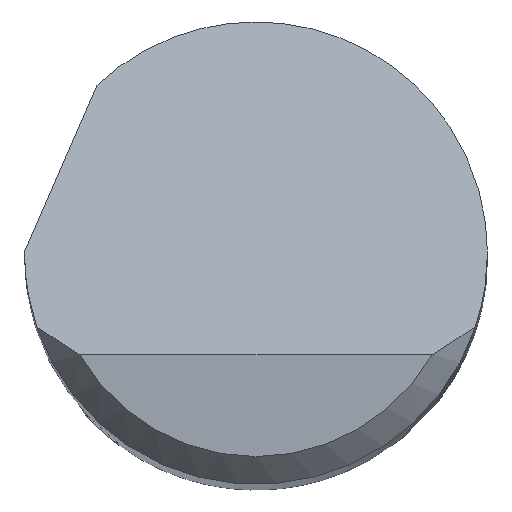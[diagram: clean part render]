
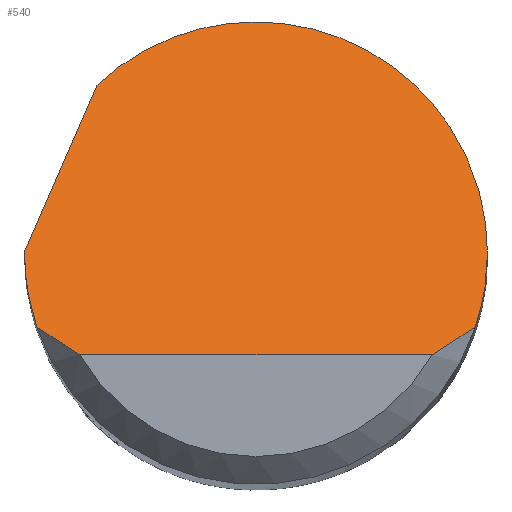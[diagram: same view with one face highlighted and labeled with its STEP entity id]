
A CAD part, top view. The second image highlights one B-rep face of the part: STEP entity #540.
In plain terms, the highlighted planar face has unit normal (0, 0.707, 0.707).
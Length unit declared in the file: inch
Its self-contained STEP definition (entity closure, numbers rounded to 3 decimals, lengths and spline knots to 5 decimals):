
#4 = VERTEX_POINT ( 'NONE', #68 ) ;
#8 = CARTESIAN_POINT ( 'NONE',  ( 0.11843, -0.04, 1.985 ) ) ;
#12 = CARTESIAN_POINT ( 'NONE',  ( 0., -0.055, 2. ) ) ;
#20 = VECTOR ( 'NONE', #351, 39.37008 ) ;
#30 = CARTESIAN_POINT ( 'NONE',  ( -0.125, -0.055, 2. ) ) ;
#40 = CARTESIAN_POINT ( 'NONE',  ( 0.11843, -0.04, 1.985 ) ) ;
#42 = ORIENTED_EDGE ( 'NONE', *, *, #640, .F. ) ;
#44 = CARTESIAN_POINT ( 'NONE',  ( 0.125, 0., 1.945 ) ) ;
#46 = EDGE_CURVE ( 'NONE', #116, #770, #305, .T. ) ;
#51 = EDGE_CURVE ( 'NONE', #770, #594, #154, .T. ) ;
#68 = CARTESIAN_POINT ( 'NONE',  ( -0.125, 0., 1.945 ) ) ;
#83 = EDGE_CURVE ( 'NONE', #644, #391, #687, .T. ) ;
#90 = B_SPLINE_CURVE_WITH_KNOTS ( 'NONE', 3,
 ( #354, #608, #203, #8 ),
 .UNSPECIFIED., .F., .F.,
 ( 4, 4 ),
 ( 0., 0.0008 ),
 .UNSPECIFIED. ) ;
#96 = CARTESIAN_POINT ( 'NONE',  ( -0.125, 0., 1.945 ) ) ;
#102 = ORIENTED_EDGE ( 'NONE', *, *, #256, .F. ) ;
#116 = VERTEX_POINT ( 'NONE', #740 ) ;
#118 = CARTESIAN_POINT ( 'NONE',  ( 0.125, -0.01363, 1.95863 ) ) ;
#119 =( BOUNDED_CURVE ( )  B_SPLINE_CURVE ( 3, ( #139, #142, #404, #672 ),
 .UNSPECIFIED., .F., .F. ) 
 B_SPLINE_CURVE_WITH_KNOTS ( ( 4, 4 ),
 ( 4.71239, 4.72039 ),
 .UNSPECIFIED. ) 
 CURVE ( )  GEOMETRIC_REPRESENTATION_ITEM ( )  RATIONAL_B_SPLINE_CURVE ( ( 1., 1., 1., 1. ) ) 
 REPRESENTATION_ITEM ( '' )  );
#122 = CARTESIAN_POINT ( 'NONE',  ( -0.12279, -0.02708, 1.97208 ) ) ;
#131 = CARTESIAN_POINT ( 'NONE',  ( -0.09526, -0.055, 2. ) ) ;
#139 = CARTESIAN_POINT ( 'NONE',  ( -0.125, 0., 1.945 ) ) ;
#142 = CARTESIAN_POINT ( 'NONE',  ( -0.125, 0.00033, 1.94467 ) ) ;
#147 =( BOUNDED_CURVE ( )  B_SPLINE_CURVE ( 3, ( #515, #122, #382, #96 ),
 .UNSPECIFIED., .F., .T. ) 
 B_SPLINE_CURVE_WITH_KNOTS ( ( 4, 4 ),
 ( 4.38666, 4.71239 ),
 .UNSPECIFIED. ) 
 CURVE ( )  GEOMETRIC_REPRESENTATION_ITEM ( )  RATIONAL_B_SPLINE_CURVE ( ( 1., 0.991, 0.991, 1. ) ) 
 REPRESENTATION_ITEM ( '' )  );
#151 = CARTESIAN_POINT ( 'NONE',  ( -0.11107, -0.04528, 1.99028 ) ) ;
#154 = LINE ( 'NONE', #12, #20 ) ;
#193 = ORIENTED_EDGE ( 'NONE', *, *, #577, .T. ) ;
#203 = CARTESIAN_POINT ( 'NONE',  ( 0.11107, -0.04528, 1.99028 ) ) ;
#221 = CARTESIAN_POINT ( 'NONE',  ( -0.14727, -0.05015, 1.99515 ) ) ;
#230 = EDGE_CURVE ( 'NONE', #834, #395, #419, .T. ) ;
#256 = EDGE_CURVE ( 'NONE', #116, #4, #147, .T. ) ;
#263 = ORIENTED_EDGE ( 'NONE', *, *, #46, .T. ) ;
#269 = CARTESIAN_POINT ( 'NONE',  ( 0.09526, -0.055, 2. ) ) ;
#300 = FACE_OUTER_BOUND ( 'NONE', #513, .T. ) ;
#305 = B_SPLINE_CURVE_WITH_KNOTS ( 'NONE', 3,
 ( #420, #151, #691, #742 ),
 .UNSPECIFIED., .F., .F.,
 ( 4, 4 ),
 ( 0., 0.0008 ),
 .UNSPECIFIED. ) ;
#351 = DIRECTION ( 'NONE',  ( 1., 0., 0. ) ) ;
#354 = CARTESIAN_POINT ( 'NONE',  ( 0.09526, -0.055, 2. ) ) ;
#362 = ORIENTED_EDGE ( 'NONE', *, *, #51, .T. ) ;
#382 = CARTESIAN_POINT ( 'NONE',  ( -0.125, -0.01363, 1.95863 ) ) ;
#391 = VERTEX_POINT ( 'NONE', #536 ) ;
#395 = VERTEX_POINT ( 'NONE', #805 ) ;
#400 = CARTESIAN_POINT ( 'NONE',  ( 0.00727, 0.1789, 1.7661 ) ) ;
#404 = CARTESIAN_POINT ( 'NONE',  ( -0.125, 0.00067, 1.94433 ) ) ;
#419 =( BOUNDED_CURVE ( )  B_SPLINE_CURVE ( 3, ( #836, #118, #447, #40 ),
 .UNSPECIFIED., .F., .F. ) 
 B_SPLINE_CURVE_WITH_KNOTS ( ( 4, 4 ),
 ( 1.5708, 1.89653 ),
 .UNSPECIFIED. ) 
 CURVE ( )  GEOMETRIC_REPRESENTATION_ITEM ( )  RATIONAL_B_SPLINE_CURVE ( ( 1., 0.991, 0.991, 1. ) ) 
 REPRESENTATION_ITEM ( '' )  );
#420 = CARTESIAN_POINT ( 'NONE',  ( -0.11843, -0.04, 1.985 ) ) ;
#447 = CARTESIAN_POINT ( 'NONE',  ( 0.12279, -0.02708, 1.97208 ) ) ;
#453 = ORIENTED_EDGE ( 'NONE', *, *, #83, .F. ) ;
#473 = CARTESIAN_POINT ( 'NONE',  ( 0.125, 0., 1.945 ) ) ;
#513 = EDGE_LOOP ( 'NONE', ( #362, #193, #631, #42, #453, #845, #102, #263 ) ) ;
#515 = CARTESIAN_POINT ( 'NONE',  ( -0.11843, -0.04, 1.985 ) ) ;
#535 =( BOUNDED_CURVE ( )  B_SPLINE_CURVE ( 3, ( #801, #400, #562, #473 ),
 .UNSPECIFIED., .F., .F. ) 
 B_SPLINE_CURVE_WITH_KNOTS ( ( 4, 4 ),
 ( 5.52582, 7.85398 ),
 .UNSPECIFIED. ) 
 CURVE ( )  GEOMETRIC_REPRESENTATION_ITEM ( )  RATIONAL_B_SPLINE_CURVE ( ( 1., 0.597, 0.597, 1. ) ) 
 REPRESENTATION_ITEM ( '' )  );
#536 = CARTESIAN_POINT ( 'NONE',  ( -0.08588, 0.09083, 1.85417 ) ) ;
#540 = ADVANCED_FACE ( 'NONE', ( #300 ), #703, .F. ) ;
#544 = DIRECTION ( 'NONE',  ( 0.294, 0.676, -0.676 ) ) ;
#556 = AXIS2_PLACEMENT_3D ( 'NONE', #30, #760, #636 ) ;
#562 = CARTESIAN_POINT ( 'NONE',  ( 0.125, 0.12819, 1.81681 ) ) ;
#577 = EDGE_CURVE ( 'NONE', #594, #395, #90, .T. ) ;
#594 = VERTEX_POINT ( 'NONE', #269 ) ;
#608 = CARTESIAN_POINT ( 'NONE',  ( 0.10339, -0.05031, 1.99531 ) ) ;
#631 = ORIENTED_EDGE ( 'NONE', *, *, #230, .F. ) ;
#636 = DIRECTION ( 'NONE',  ( 0., 0.707, -0.707 ) ) ;
#640 = EDGE_CURVE ( 'NONE', #391, #834, #535, .T. ) ;
#644 = VERTEX_POINT ( 'NONE', #734 ) ;
#659 = EDGE_CURVE ( 'NONE', #4, #644, #119, .T. ) ;
#672 = CARTESIAN_POINT ( 'NONE',  ( -0.125, 0.001, 1.944 ) ) ;
#687 = LINE ( 'NONE', #221, #799 ) ;
#691 = CARTESIAN_POINT ( 'NONE',  ( -0.10339, -0.05031, 1.99531 ) ) ;
#703 = PLANE ( 'NONE',  #556 ) ;
#734 = CARTESIAN_POINT ( 'NONE',  ( -0.125, 0.001, 1.944 ) ) ;
#740 = CARTESIAN_POINT ( 'NONE',  ( -0.11843, -0.04, 1.985 ) ) ;
#742 = CARTESIAN_POINT ( 'NONE',  ( -0.09526, -0.055, 2. ) ) ;
#760 = DIRECTION ( 'NONE',  ( 0., -0.707, -0.707 ) ) ;
#770 = VERTEX_POINT ( 'NONE', #131 ) ;
#799 = VECTOR ( 'NONE', #544, 39.37008 ) ;
#801 = CARTESIAN_POINT ( 'NONE',  ( -0.08588, 0.09083, 1.85417 ) ) ;
#805 = CARTESIAN_POINT ( 'NONE',  ( 0.11843, -0.04, 1.985 ) ) ;
#834 = VERTEX_POINT ( 'NONE', #44 ) ;
#836 = CARTESIAN_POINT ( 'NONE',  ( 0.125, 0., 1.945 ) ) ;
#845 = ORIENTED_EDGE ( 'NONE', *, *, #659, .F. ) ;
